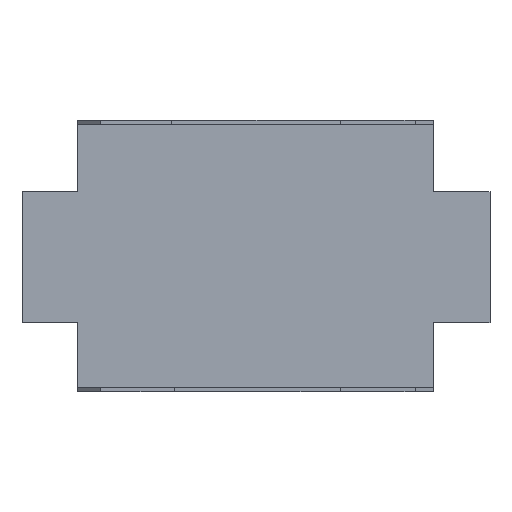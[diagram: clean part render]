
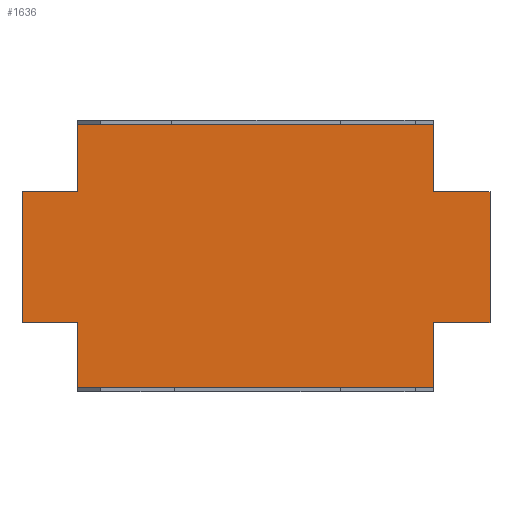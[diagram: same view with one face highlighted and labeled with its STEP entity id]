
A CAD part, front view. The second image highlights one B-rep face of the part: STEP entity #1636.
In plain terms, the highlighted planar face has unit normal (0, -1, 0).
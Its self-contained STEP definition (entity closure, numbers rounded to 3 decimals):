
#93=PLANE('',#1733);
#174=FACE_OUTER_BOUND('',#255,.T.);
#255=EDGE_LOOP('',(#1544,#1545,#1546,#1547,#1548,#1549,#1550,#1551,#1552,
#1553,#1554,#1555));
#278=LINE('',#2184,#505);
#282=LINE('',#2192,#509);
#365=LINE('',#2360,#592);
#459=LINE('',#2546,#686);
#461=LINE('',#2550,#688);
#465=LINE('',#2557,#692);
#467=LINE('',#2561,#694);
#470=LINE('',#2567,#697);
#473=LINE('',#2572,#700);
#475=LINE('',#2578,#702);
#478=LINE('',#2584,#705);
#481=LINE('',#2589,#708);
#505=VECTOR('',#1776,10.);
#509=VECTOR('',#1780,10.);
#592=VECTOR('',#1913,10.);
#686=VECTOR('',#2083,10.);
#688=VECTOR('',#2087,10.);
#692=VECTOR('',#2091,10.);
#694=VECTOR('',#2095,10.);
#697=VECTOR('',#2100,10.);
#700=VECTOR('',#2105,10.);
#702=VECTOR('',#2113,10.);
#705=VECTOR('',#2118,10.);
#708=VECTOR('',#2123,10.);
#734=VERTEX_POINT('',#2181);
#735=VERTEX_POINT('',#2183);
#738=VERTEX_POINT('',#2189);
#739=VERTEX_POINT('',#2191);
#799=VERTEX_POINT('',#2359);
#853=VERTEX_POINT('',#2544);
#854=VERTEX_POINT('',#2549);
#857=VERTEX_POINT('',#2555);
#858=VERTEX_POINT('',#2560);
#860=VERTEX_POINT('',#2566);
#862=VERTEX_POINT('',#2577);
#864=VERTEX_POINT('',#2583);
#891=EDGE_CURVE('',#734,#735,#278,.T.);
#895=EDGE_CURVE('',#738,#739,#282,.T.);
#978=EDGE_CURVE('',#739,#799,#365,.T.);
#1072=EDGE_CURVE('',#853,#734,#459,.T.);
#1074=EDGE_CURVE('',#799,#854,#461,.T.);
#1078=EDGE_CURVE('',#857,#853,#465,.T.);
#1080=EDGE_CURVE('',#858,#735,#467,.T.);
#1083=EDGE_CURVE('',#738,#860,#470,.T.);
#1086=EDGE_CURVE('',#860,#858,#473,.T.);
#1088=EDGE_CURVE('',#862,#854,#475,.T.);
#1091=EDGE_CURVE('',#857,#864,#478,.T.);
#1094=EDGE_CURVE('',#864,#862,#481,.T.);
#1544=ORIENTED_EDGE('',*,*,#1094,.T.);
#1545=ORIENTED_EDGE('',*,*,#1088,.T.);
#1546=ORIENTED_EDGE('',*,*,#1074,.F.);
#1547=ORIENTED_EDGE('',*,*,#978,.F.);
#1548=ORIENTED_EDGE('',*,*,#895,.F.);
#1549=ORIENTED_EDGE('',*,*,#1083,.T.);
#1550=ORIENTED_EDGE('',*,*,#1086,.T.);
#1551=ORIENTED_EDGE('',*,*,#1080,.T.);
#1552=ORIENTED_EDGE('',*,*,#891,.F.);
#1553=ORIENTED_EDGE('',*,*,#1072,.F.);
#1554=ORIENTED_EDGE('',*,*,#1078,.F.);
#1555=ORIENTED_EDGE('',*,*,#1091,.T.);
#1636=ADVANCED_FACE('',(#174),#93,.F.);
#1733=AXIS2_PLACEMENT_3D('',#2592,#2127,#2128);
#1776=DIRECTION('',(0.,0.,-1.));
#1780=DIRECTION('',(0.,0.,-1.));
#1913=DIRECTION('',(-1.,0.,0.));
#2083=DIRECTION('',(1.,0.,0.));
#2087=DIRECTION('',(0.,0.,1.));
#2091=DIRECTION('',(0.,0.,1.));
#2095=DIRECTION('',(-1.,0.,0.));
#2100=DIRECTION('',(1.,0.,0.));
#2105=DIRECTION('',(0.,0.,1.));
#2113=DIRECTION('',(1.,0.,0.));
#2118=DIRECTION('',(-1.,0.,0.));
#2123=DIRECTION('',(0.,0.,-1.));
#2127=DIRECTION('center_axis',(0.,1.,0.));
#2128=DIRECTION('ref_axis',(1.,0.,0.));
#2181=CARTESIAN_POINT('',(4.394,0.,2.115));
#2183=CARTESIAN_POINT('',(4.394,0.,1.4));
#2184=CARTESIAN_POINT('',(4.394,0.,2.115));
#2189=CARTESIAN_POINT('',(4.394,0.,0.));
#2191=CARTESIAN_POINT('',(4.394,0.,-0.685));
#2192=CARTESIAN_POINT('',(4.394,0.,2.115));
#2359=CARTESIAN_POINT('',(0.594,0.,-0.685));
#2360=CARTESIAN_POINT('',(4.394,0.,-0.685));
#2544=CARTESIAN_POINT('',(0.594,0.,2.115));
#2546=CARTESIAN_POINT('',(0.594,0.,2.115));
#2549=CARTESIAN_POINT('',(0.594,0.,0.));
#2550=CARTESIAN_POINT('',(0.594,0.,-0.685));
#2555=CARTESIAN_POINT('',(0.594,0.,1.4));
#2557=CARTESIAN_POINT('',(0.594,0.,-0.685));
#2560=CARTESIAN_POINT('',(5.,0.,1.4));
#2561=CARTESIAN_POINT('',(5.,0.,1.4));
#2566=CARTESIAN_POINT('',(5.,0.,0.));
#2567=CARTESIAN_POINT('',(0.,0.,0.));
#2572=CARTESIAN_POINT('',(5.,0.,0.));
#2577=CARTESIAN_POINT('',(0.,0.,0.));
#2578=CARTESIAN_POINT('',(0.,0.,0.));
#2583=CARTESIAN_POINT('',(0.,0.,1.4));
#2584=CARTESIAN_POINT('',(5.,0.,1.4));
#2589=CARTESIAN_POINT('',(0.,0.,1.4));
#2592=CARTESIAN_POINT('Origin',(0.297,0.,0.7));
